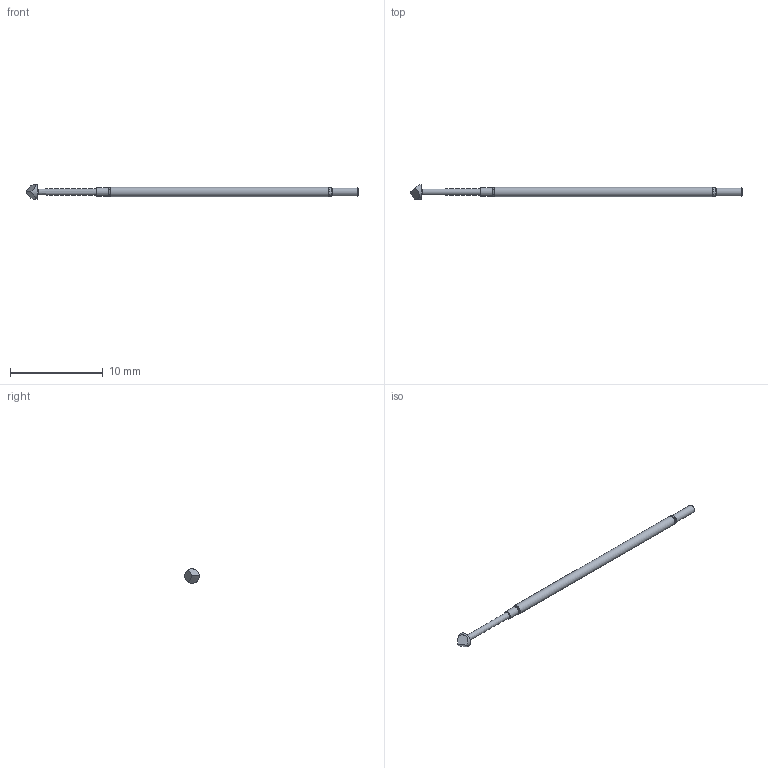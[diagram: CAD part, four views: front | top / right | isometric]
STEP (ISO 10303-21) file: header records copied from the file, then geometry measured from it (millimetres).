
FILE_DESCRIPTION (( 'STEP AP214' ), '1' );
FILE_NAME ('X50-2523.STEP', '2024-06-25T17:45:50', ( '' ), ( '' ), 'SwSTEP 2.0', 'SolidWorks 2023', '' );
FILE_SCHEMA (( 'AUTOMOTIVE_DESIGN' ));
Length unit declared in the file: inch
Products named in the file (1): X50-2523
Bounding box: 35.81 x 1.56 x 1.56 mm (x, y, z)
Volume: 25.6 mm3; surface area: 109 mm2
Topology: 1 solids, 1 shells, 21 faces, 41 edges, 24 vertices
Faces by surface type: cone 6, plane 4, cylinder 4, torus 4, bspline 3
Full cylindrical faces by diameter (mm): 0.856 x1, 0.894 x1, 1.021 x1, 1.562 x1
Entity records: 851 total; most frequent: CARTESIAN_POINT 477, DIRECTION 70, ORIENTED_EDGE 50, EDGE_LOOP 37, AXIS2_PLACEMENT_3D 35, FACE_OUTER_BOUND 29, EDGE_CURVE 25, VERTEX_POINT 22
